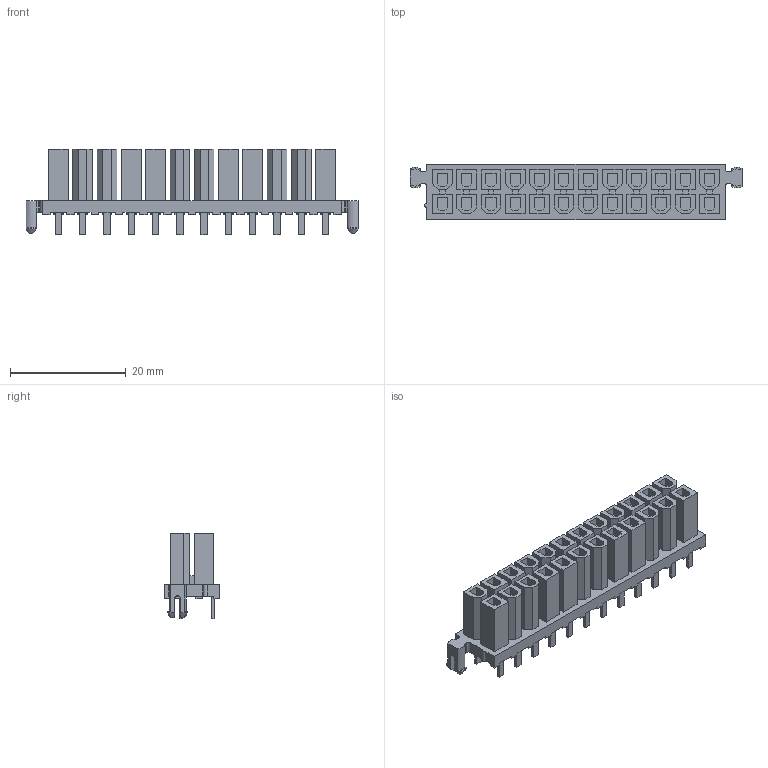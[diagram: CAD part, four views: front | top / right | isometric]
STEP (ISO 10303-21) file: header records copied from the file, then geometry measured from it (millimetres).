
FILE_DESCRIPTION((''),'2;1');
FILE_NAME('015247241','2016-08-26T',('rlalsangi'),(''),'PRO/ENGINEER BY PARAMETRIC TECHNOLOGY CORPORATION, 2012310','PRO/ENGINEER BY PARAMETRIC TECHNOLOGY CORPORATION, 2012310','');
FILE_SCHEMA(('CONFIG_CONTROL_DESIGN'));
Length unit declared in the file: millimetre
Products named in the file (1): 015247241
Bounding box: 57.4 x 9.6 x 14.83 mm (x, y, z)
Volume: 3385.5 mm3; surface area: 4829.4 mm2
Topology: 1 solids, 1 shells, 872 faces, 2328 edges, 1568 vertices
Faces by surface type: plane 849, cylinder 19, cone 4
Entity records: 26655 total; most frequent: CARTESIAN_POINT 4745, ORIENTED_EDGE 4548, DIRECTION 4168, EDGE_CURVE 2274, VECTOR 2218, LINE 2218, VERTEX_POINT 1512, EDGE_LOOP 980
